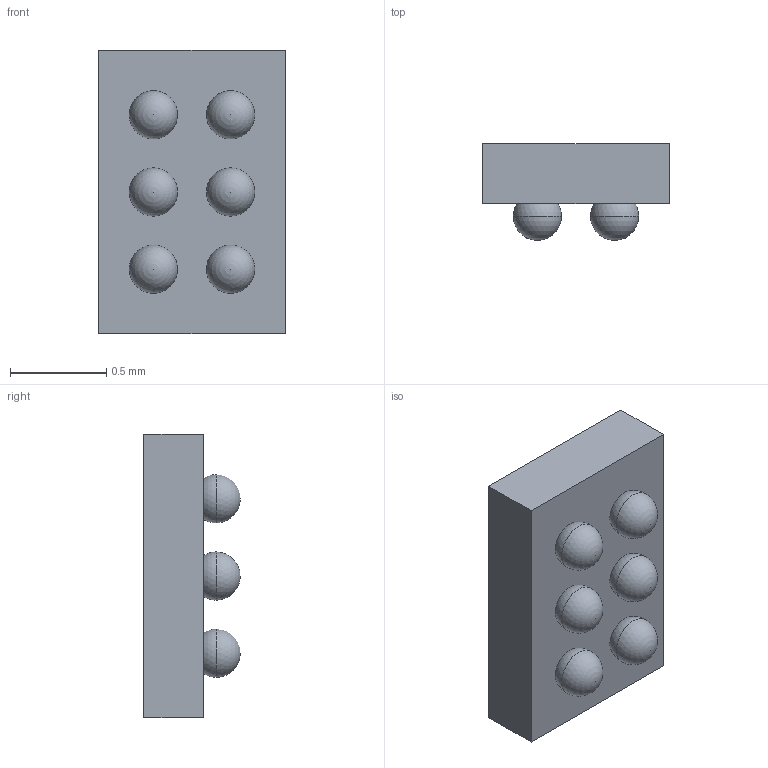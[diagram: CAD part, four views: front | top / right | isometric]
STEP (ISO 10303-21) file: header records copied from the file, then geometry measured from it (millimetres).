
FILE_DESCRIPTION (( 'STEP AP214' ), '1' );
FILE_NAME ('TPS62840YBGR.STEP', '2020-12-18T12:55:26', ( '' ), ( '' ), 'SwSTEP 2.0', 'SolidWorks 2018', '' );
FILE_SCHEMA (( 'AUTOMOTIVE_DESIGN' ));
Length unit declared in the file: millimetre
Products named in the file (1): TPS62840YBGR
Bounding box: 0.97 x 0.5 x 1.47 mm (x, y, z)
Volume: 0.5 mm3; surface area: 5.5 mm2
Topology: 7 solids, 7 shells, 24 faces, 60 edges, 44 vertices
Faces by surface type: plane 12, sphere 12
Entity records: 664 total; most frequent: DIRECTION 110, CARTESIAN_POINT 93, ORIENTED_EDGE 72, AXIS2_PLACEMENT_3D 49, EDGE_CURVE 36, VERTEX_POINT 32, EDGE_LOOP 30, ADVANCED_FACE 24
